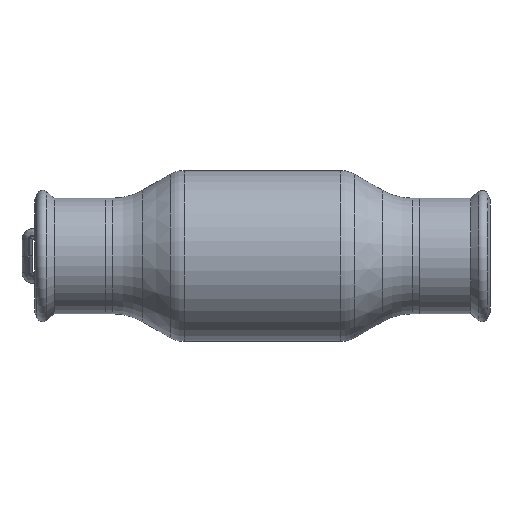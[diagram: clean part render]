
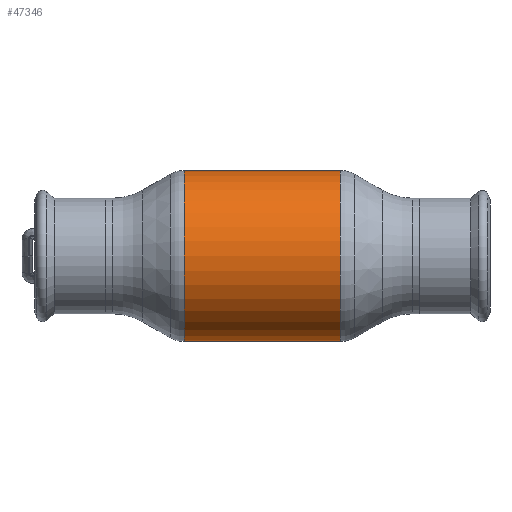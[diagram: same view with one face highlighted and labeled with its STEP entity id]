
A CAD part, front view. The second image highlights one B-rep face of the part: STEP entity #47346.
In plain terms, the highlighted cylindrical face has radius 42.5 mm (diameter 85 mm), a partial arc.
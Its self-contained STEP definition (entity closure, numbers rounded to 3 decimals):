
#3373 = DIRECTION ( 'NONE',  ( -1., 0., 0. ) ) ;
#6617 = DIRECTION ( 'NONE',  ( -1., 0., 0. ) ) ;
#10690 = VERTEX_POINT ( 'NONE', #31783 ) ;
#12370 = DIRECTION ( 'NONE',  ( -1., 0., 0. ) ) ;
#12490 = CIRCLE ( 'NONE', #63969, 42.5 ) ;
#14070 = LINE ( 'NONE', #40250, #28966 ) ;
#14405 = EDGE_CURVE ( 'NONE', #23825, #36052, #56289, .T. ) ;
#17204 = CARTESIAN_POINT ( 'NONE',  ( -62.69, 0., 42.5 ) ) ;
#17428 = CARTESIAN_POINT ( 'NONE',  ( 38.749, 0., 42.5 ) ) ;
#19694 = DIRECTION ( 'NONE',  ( 0., 0., 1. ) ) ;
#22659 = CIRCLE ( 'NONE', #39948, 42.5 ) ;
#23753 = CARTESIAN_POINT ( 'NONE',  ( -62.69, 0., 0. ) ) ;
#23825 = VERTEX_POINT ( 'NONE', #17428 ) ;
#24107 = VERTEX_POINT ( 'NONE', #37431 ) ;
#26628 = CYLINDRICAL_SURFACE ( 'NONE', #56660, 42.5 ) ;
#28966 = VECTOR ( 'NONE', #40462, 1000. ) ;
#30808 = EDGE_CURVE ( 'NONE', #24107, #36052, #22659, .T. ) ;
#31783 = CARTESIAN_POINT ( 'NONE',  ( 38.749, 0., -42.5 ) ) ;
#31892 = EDGE_LOOP ( 'NONE', ( #34172, #53655, #39567, #53042 ) ) ;
#34172 = ORIENTED_EDGE ( 'NONE', *, *, #43748, .F. ) ;
#36052 = VERTEX_POINT ( 'NONE', #58752 ) ;
#37006 = CARTESIAN_POINT ( 'NONE',  ( -38.749, 0., 0. ) ) ;
#37293 = EDGE_CURVE ( 'NONE', #10690, #23825, #12490, .T. ) ;
#37431 = CARTESIAN_POINT ( 'NONE',  ( -38.749, 0., -42.5 ) ) ;
#39567 = ORIENTED_EDGE ( 'NONE', *, *, #14405, .T. ) ;
#39760 = CARTESIAN_POINT ( 'NONE',  ( 38.749, 0., 0. ) ) ;
#39948 = AXIS2_PLACEMENT_3D ( 'NONE', #37006, #6617, #41837 ) ;
#40250 = CARTESIAN_POINT ( 'NONE',  ( -62.69, 0., -42.5 ) ) ;
#40462 = DIRECTION ( 'NONE',  ( -1., 0., 0. ) ) ;
#41837 = DIRECTION ( 'NONE',  ( 0., 0., 1. ) ) ;
#43748 = EDGE_CURVE ( 'NONE', #10690, #24107, #14070, .T. ) ;
#47346 = ADVANCED_FACE ( 'NONE', ( #60538 ), #26628, .T. ) ;
#48921 = DIRECTION ( 'NONE',  ( 0., 0., 1. ) ) ;
#53042 = ORIENTED_EDGE ( 'NONE', *, *, #30808, .F. ) ;
#53655 = ORIENTED_EDGE ( 'NONE', *, *, #37293, .T. ) ;
#56289 = LINE ( 'NONE', #17204, #64914 ) ;
#56660 = AXIS2_PLACEMENT_3D ( 'NONE', #23753, #3373, #48921 ) ;
#58752 = CARTESIAN_POINT ( 'NONE',  ( -38.749, 0., 42.5 ) ) ;
#59752 = DIRECTION ( 'NONE',  ( -1., 0., 0. ) ) ;
#60538 = FACE_OUTER_BOUND ( 'NONE', #31892, .T. ) ;
#63969 = AXIS2_PLACEMENT_3D ( 'NONE', #39760, #59752, #19694 ) ;
#64914 = VECTOR ( 'NONE', #12370, 1000. ) ;
